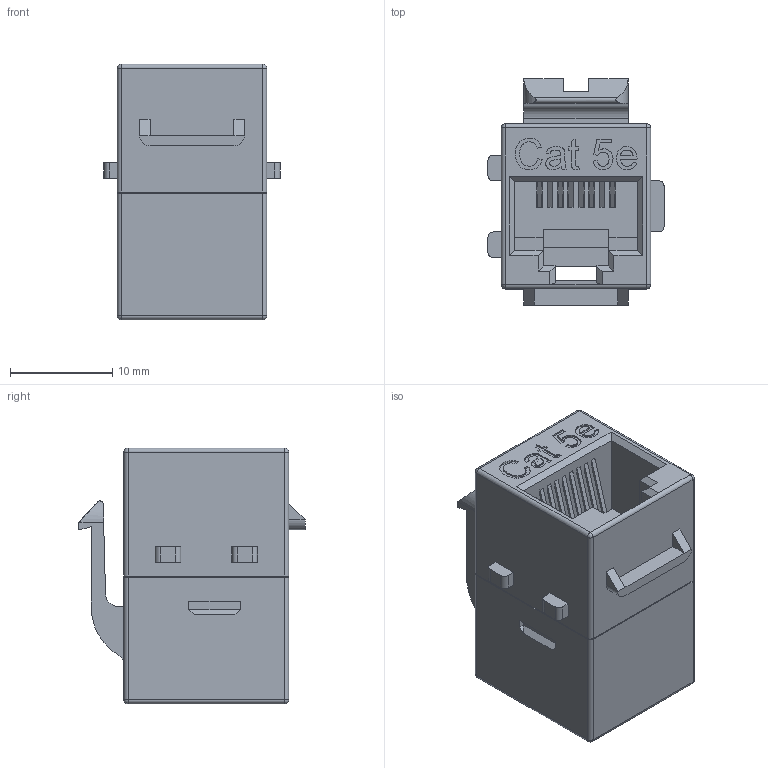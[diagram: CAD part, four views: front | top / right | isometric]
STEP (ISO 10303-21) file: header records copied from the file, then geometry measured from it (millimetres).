
FILE_DESCRIPTION (( 'STEP AP214' ), '1' );
FILE_NAME ('TDG1026KC5-MINI.STEP', '2018-05-01T18:51:02', ( '' ), ( '' ), 'SwSTEP 2.0', 'SolidWorks 2017', '' );
FILE_SCHEMA (( 'AUTOMOTIVE_DESIGN' ));
Length unit declared in the file: millimetre
Products named in the file (1): TDG1026KC5-MINI
Bounding box: 17.2 x 22.1 x 25 mm (x, y, z)
Volume: 3785.7 mm3; surface area: 4016.5 mm2
Topology: 1 solids, 1 shells, 441 faces, 1243 edges, 792 vertices
Faces by surface type: plane 299, bspline 100, cylinder 34, sphere 8
Entity records: 19551 total; most frequent: CARTESIAN_POINT 8091, ORIENTED_EDGE 2470, DIRECTION 1771, EDGE_CURVE 1235, LINE 963, VECTOR 963, VERTEX_POINT 792, EDGE_LOOP 487
